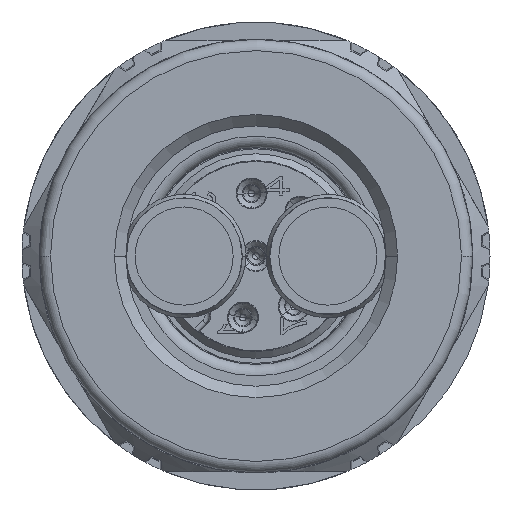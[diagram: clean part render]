
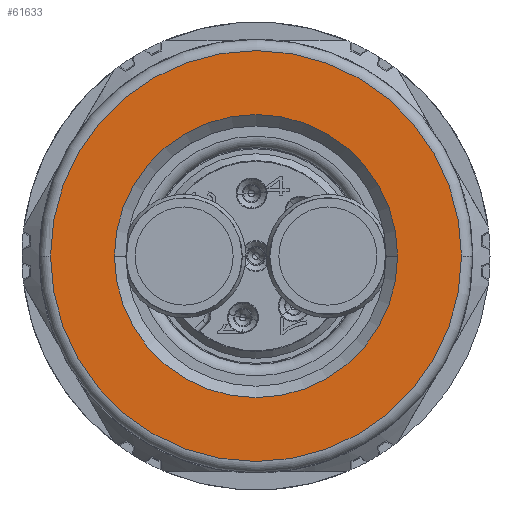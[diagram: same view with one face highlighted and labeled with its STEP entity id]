
A CAD part, front view. The second image highlights one B-rep face of the part: STEP entity #61633.
In plain terms, the highlighted planar face has unit normal (0, -1, 0).
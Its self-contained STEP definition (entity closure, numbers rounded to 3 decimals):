
#17356=CARTESIAN_POINT('',(0.,-47.4,0.));
#17357=DIRECTION('',(0.,-1.,0.));
#17358=DIRECTION('',(1.,0.,-0.005));
#17359=AXIS2_PLACEMENT_3D('',#17356,#17357,#17358);
#17376=CARTESIAN_POINT('',(0.,-47.4,0.));
#17377=DIRECTION('',(0.,1.,0.));
#17378=DIRECTION('',(-1.,0.,0.005));
#17379=AXIS2_PLACEMENT_3D('',#17376,#17377,#17378);
#17381=CARTESIAN_POINT('',(0.,-47.4,0.));
#17382=DIRECTION('',(0.,1.,0.));
#17383=DIRECTION('',(1.,0.,-0.005));
#17384=AXIS2_PLACEMENT_3D('',#17381,#17382,#17383);
#17386=CARTESIAN_POINT('',(0.,-47.4,0.));
#17387=DIRECTION('',(0.,-1.,0.));
#17388=DIRECTION('',(1.,0.,0.));
#17389=AXIS2_PLACEMENT_3D('',#17386,#17387,#17388);
#17391=CARTESIAN_POINT('',(0.,-47.4,0.));
#17392=DIRECTION('',(0.,-1.,0.));
#17393=DIRECTION('',(0.,0.,1.));
#17394=AXIS2_PLACEMENT_3D('',#17391,#17392,#17393);
#17396=CARTESIAN_POINT('',(0.,-47.4,0.));
#17397=DIRECTION('',(0.,-1.,0.));
#17398=DIRECTION('',(-1.,0.,0.));
#17399=AXIS2_PLACEMENT_3D('',#17396,#17397,#17398);
#17401=CARTESIAN_POINT('',(0.,-47.4,0.));
#17402=DIRECTION('',(0.,-1.,0.));
#17403=DIRECTION('',(0.,0.,-1.));
#17404=AXIS2_PLACEMENT_3D('',#17401,#17402,#17403);
#17406=CARTESIAN_POINT('',(0.,-47.4,0.));
#17407=DIRECTION('',(0.,-1.,0.));
#17408=DIRECTION('',(-1.,0.,0.005));
#17409=AXIS2_PLACEMENT_3D('',#17406,#17407,#17408);
#39424=CARTESIAN_POINT('',(9.,-47.4,-0.046));
#39425=CARTESIAN_POINT('',(-9.,-47.4,-0.001));
#39426=VERTEX_POINT('',#39424);
#39427=VERTEX_POINT('',#39425);
#39428=CARTESIAN_POINT('',(9.,-47.4,0.001));
#39429=VERTEX_POINT('',#39428);
#39430=CARTESIAN_POINT('',(-9.,-47.4,0.046));
#39431=VERTEX_POINT('',#39430);
#39432=CARTESIAN_POINT('',(6.2,-47.4,0.));
#39433=CARTESIAN_POINT('',(0.,-47.4,6.2));
#39434=VERTEX_POINT('',#39432);
#39435=VERTEX_POINT('',#39433);
#39436=CARTESIAN_POINT('',(-6.2,-47.4,0.));
#39437=VERTEX_POINT('',#39436);
#39438=CARTESIAN_POINT('',(0.,-47.4,-6.2));
#39439=VERTEX_POINT('',#39438);
#61610=CARTESIAN_POINT('',(0.,-47.4,0.));
#61611=DIRECTION('',(0.,-1.,0.));
#61612=DIRECTION('',(-1.,0.,0.));
#61613=AXIS2_PLACEMENT_3D('',#61610,#61611,#61612);
#61614=PLANE('',#61613);
#61616=ORIENTED_EDGE('',*,*,#61615,.F.);
#61618=ORIENTED_EDGE('',*,*,#61617,.T.);
#61619=ORIENTED_EDGE('',*,*,#61599,.F.);
#61620=ORIENTED_EDGE('',*,*,#61597,.T.);
#61621=EDGE_LOOP('',(#61616,#61618,#61619,#61620));
#61622=FACE_OUTER_BOUND('',#61621,.F.);
#61624=ORIENTED_EDGE('',*,*,#61623,.T.);
#61626=ORIENTED_EDGE('',*,*,#61625,.T.);
#61628=ORIENTED_EDGE('',*,*,#61627,.T.);
#61630=ORIENTED_EDGE('',*,*,#61629,.T.);
#61631=EDGE_LOOP('',(#61624,#61626,#61628,#61630));
#61632=FACE_BOUND('',#61631,.F.);
#61633=ADVANCED_FACE('',(#61622,#61632),#61614,.T.);
#17360=CIRCLE('',#17359,9.);
#17380=CIRCLE('',#17379,9.);
#17385=CIRCLE('',#17384,9.);
#17390=CIRCLE('',#17389,6.2);
#17395=CIRCLE('',#17394,6.2);
#17400=CIRCLE('',#17399,6.2);
#17405=CIRCLE('',#17404,6.2);
#17410=CIRCLE('',#17409,9.);
#61597=EDGE_CURVE('',#39426,#39427,#17385,.T.);
#61599=EDGE_CURVE('',#39426,#39429,#17360,.T.);
#61615=EDGE_CURVE('',#39431,#39427,#17410,.T.);
#61617=EDGE_CURVE('',#39431,#39429,#17380,.T.);
#61623=EDGE_CURVE('',#39434,#39435,#17390,.T.);
#61625=EDGE_CURVE('',#39435,#39437,#17395,.T.);
#61627=EDGE_CURVE('',#39437,#39439,#17400,.T.);
#61629=EDGE_CURVE('',#39439,#39434,#17405,.T.);
